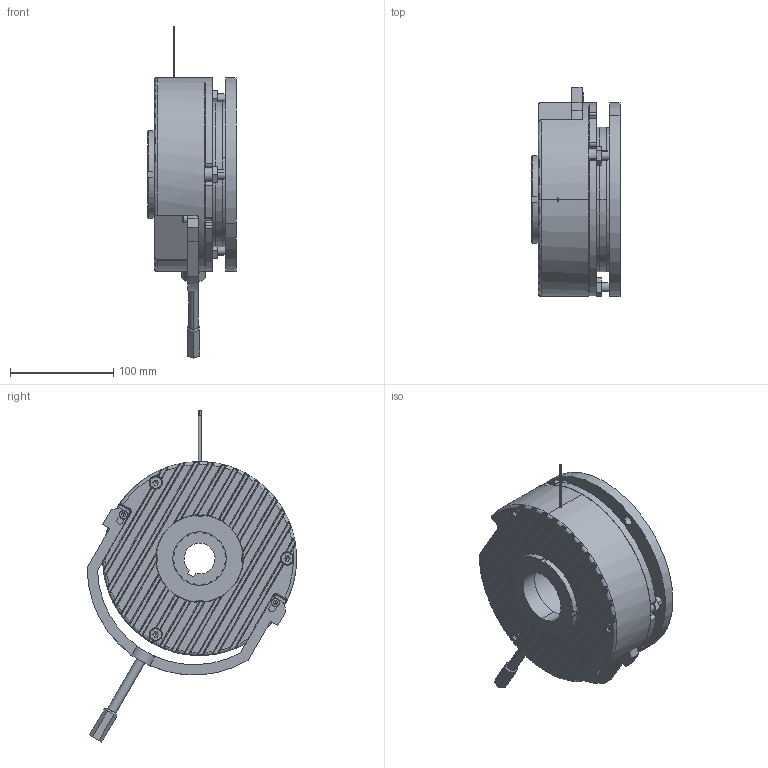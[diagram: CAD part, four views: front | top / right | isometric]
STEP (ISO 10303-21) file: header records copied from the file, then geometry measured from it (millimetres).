
FILE_DESCRIPTION (( 'STEP AP203' ), '1' );
FILE_NAME ('740_MSEB_WebAssy.STEP', '2020-07-16T11:42:19', ( '' ), ( '' ), 'SwSTEP 2.0', 'SolidWorks 2020', '' );
FILE_SCHEMA (( 'CONFIG_CONTROL_DESIGN' ));
Length unit declared in the file: inch
Products named in the file (1): 740_MSEB_WebAssy
Bounding box: 85.5 x 203.16 x 321.8 mm (x, y, z)
Volume: 1591968.5 mm3; surface area: 373263.3 mm2
Topology: 20 solids, 20 shells, 1070 faces, 2755 edges, 1735 vertices
Faces by surface type: cylinder 471, plane 303, cone 125, bspline 122, torus 49
Entity records: 39278 total; most frequent: CARTESIAN_POINT 13907, ORIENTED_EDGE 5490, DIRECTION 5204, EDGE_CURVE 2745, AXIS2_PLACEMENT_3D 2111, VERTEX_POINT 1735, CIRCLE 1162, EDGE_LOOP 1152
